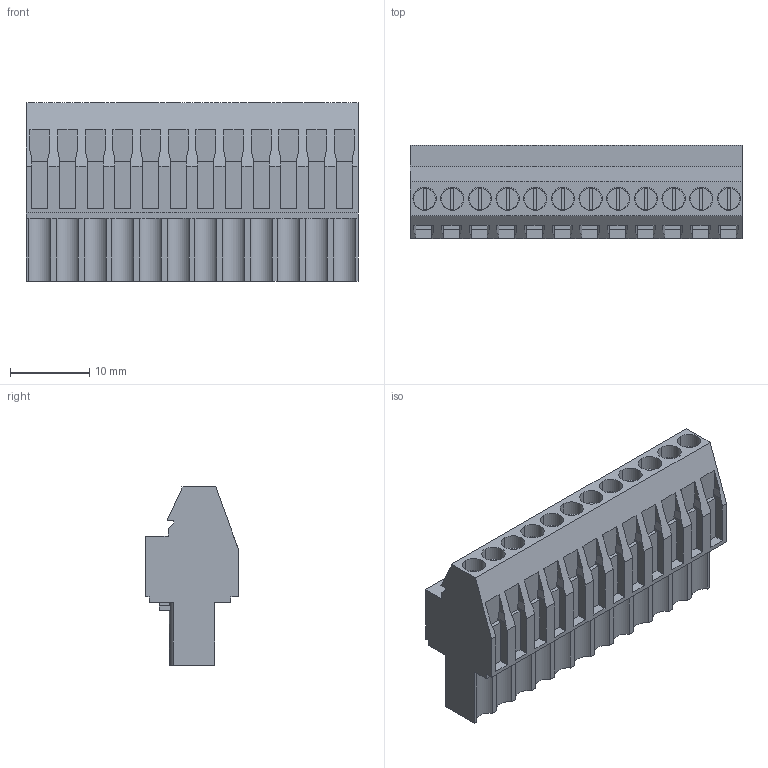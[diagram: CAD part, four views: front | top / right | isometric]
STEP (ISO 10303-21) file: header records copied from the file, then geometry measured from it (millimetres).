
FILE_DESCRIPTION(('CATIA V5 STEP Exchange','CAx-IF Rec.Pracs.--- Model Styling and Organization---1.2---2011-12-15'),'2;1');
FILE_NAME ('D1454037_0_1638880000_1638880000.stp','2017-03-10T10:20:04+00:00',('none'),('Weidmueller'),'CATIA Version 5-6 Release 2014','CATIA V5 STEP AP214','none');
FILE_SCHEMA(('AUTOMOTIVE_DESIGN { 1 0 10303 214 1 1 1 1 }'));
Length unit declared in the file: millimetre
Products named in the file (1): 1638860000
Bounding box: 42 x 11.83 x 22.6 mm (x, y, z)
Volume: 6461.4 mm3; surface area: 4959.3 mm2
Topology: 13 solids, 13 shells, 694 faces, 1915 edges, 1295 vertices
Faces by surface type: plane 598, cylinder 96
Entity records: 20211 total; most frequent: ORIENTED_EDGE 3830, CARTESIAN_POINT 3604, DIRECTION 2701, EDGE_CURVE 1915, VECTOR 1603, LINE 1603, VERTEX_POINT 1295, EDGE_LOOP 742
